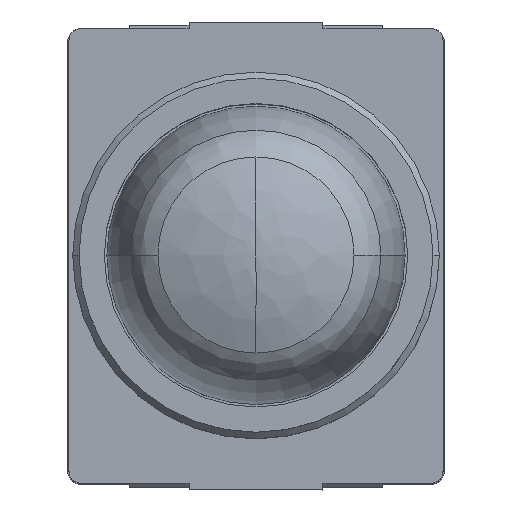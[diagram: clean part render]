
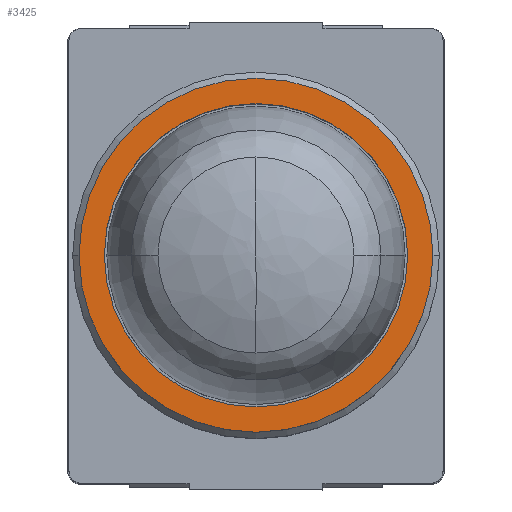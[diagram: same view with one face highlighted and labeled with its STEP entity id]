
A CAD part, top view. The second image highlights one B-rep face of the part: STEP entity #3425.
In plain terms, the highlighted planar face has unit normal (0, 0, 1).
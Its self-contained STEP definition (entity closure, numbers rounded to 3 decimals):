
#413 = ORIENTED_EDGE ( 'NONE', *, *, #1201, .F. ) ;
#474 = ORIENTED_EDGE ( 'NONE', *, *, #2691, .F. ) ;
#730 = DIRECTION ( 'NONE',  ( 1., 0., 0. ) ) ;
#933 = AXIS2_PLACEMENT_3D ( 'NONE', #2637, #5711, #8742 ) ;
#1201 = EDGE_CURVE ( 'NONE', #2338, #9693, #9919, .T. ) ;
#1230 = CARTESIAN_POINT ( 'NONE',  ( 12., 0., 13. ) ) ;
#1419 = CARTESIAN_POINT ( 'NONE',  ( 14.168, -14.168, 13. ) ) ;
#2145 = VERTEX_POINT ( 'NONE', #3007 ) ;
#2168 = FACE_BOUND ( 'NONE', #4539, .T. ) ;
#2298 = CARTESIAN_POINT ( 'NONE',  ( 14., 0., 13. ) ) ;
#2338 = VERTEX_POINT ( 'NONE', #4837 ) ;
#2349 = CARTESIAN_POINT ( 'NONE',  ( 0., 0., 13. ) ) ;
#2378 = CIRCLE ( 'NONE', #6730, 12. ) ;
#2637 = CARTESIAN_POINT ( 'NONE',  ( 0., 0., 13. ) ) ;
#2678 = EDGE_LOOP ( 'NONE', ( #6584, #413 ) ) ;
#2685 = DIRECTION ( 'NONE',  ( 0., 0., -1. ) ) ;
#2691 = EDGE_CURVE ( 'NONE', #2145, #5973, #2378, .T. ) ;
#2802 = ORIENTED_EDGE ( 'NONE', *, *, #4200, .F. ) ;
#3007 = CARTESIAN_POINT ( 'NONE',  ( -12., 0., 13. ) ) ;
#3425 = ADVANCED_FACE ( 'NONE', ( #2168, #5239 ), #8280, .F. ) ;
#4200 = EDGE_CURVE ( 'NONE', #5973, #2145, #5263, .T. ) ;
#4363 = CIRCLE ( 'NONE', #9939, 14. ) ;
#4480 = DIRECTION ( 'NONE',  ( 0., 0., -1. ) ) ;
#4539 = EDGE_LOOP ( 'NONE', ( #2802, #474 ) ) ;
#4559 = CARTESIAN_POINT ( 'NONE',  ( 0., 0., 13. ) ) ;
#4837 = CARTESIAN_POINT ( 'NONE',  ( -14., 0., 13. ) ) ;
#5239 = FACE_OUTER_BOUND ( 'NONE', #2678, .T. ) ;
#5263 = CIRCLE ( 'NONE', #933, 12. ) ;
#5424 = DIRECTION ( 'NONE',  ( 0., 0., -1. ) ) ;
#5711 = DIRECTION ( 'NONE',  ( 0., 0., 1. ) ) ;
#5757 = DIRECTION ( 'NONE',  ( 1., 0., 0. ) ) ;
#5973 = VERTEX_POINT ( 'NONE', #1230 ) ;
#6584 = ORIENTED_EDGE ( 'NONE', *, *, #8015, .F. ) ;
#6730 = AXIS2_PLACEMENT_3D ( 'NONE', #4559, #7622, #730 ) ;
#7551 = DIRECTION ( 'NONE',  ( -1., 0., 0. ) ) ;
#7622 = DIRECTION ( 'NONE',  ( 0., 0., 1. ) ) ;
#8015 = EDGE_CURVE ( 'NONE', #9693, #2338, #4363, .T. ) ;
#8280 = PLANE ( 'NONE',  #9299 ) ;
#8463 = DIRECTION ( 'NONE',  ( 1., 0., 0. ) ) ;
#8657 = AXIS2_PLACEMENT_3D ( 'NONE', #9536, #2685, #5757 ) ;
#8742 = DIRECTION ( 'NONE',  ( 1., 0., 0. ) ) ;
#9299 = AXIS2_PLACEMENT_3D ( 'NONE', #1419, #4480, #7551 ) ;
#9536 = CARTESIAN_POINT ( 'NONE',  ( 0., 0., 13. ) ) ;
#9693 = VERTEX_POINT ( 'NONE', #2298 ) ;
#9919 = CIRCLE ( 'NONE', #8657, 14. ) ;
#9939 = AXIS2_PLACEMENT_3D ( 'NONE', #2349, #5424, #8463 ) ;
